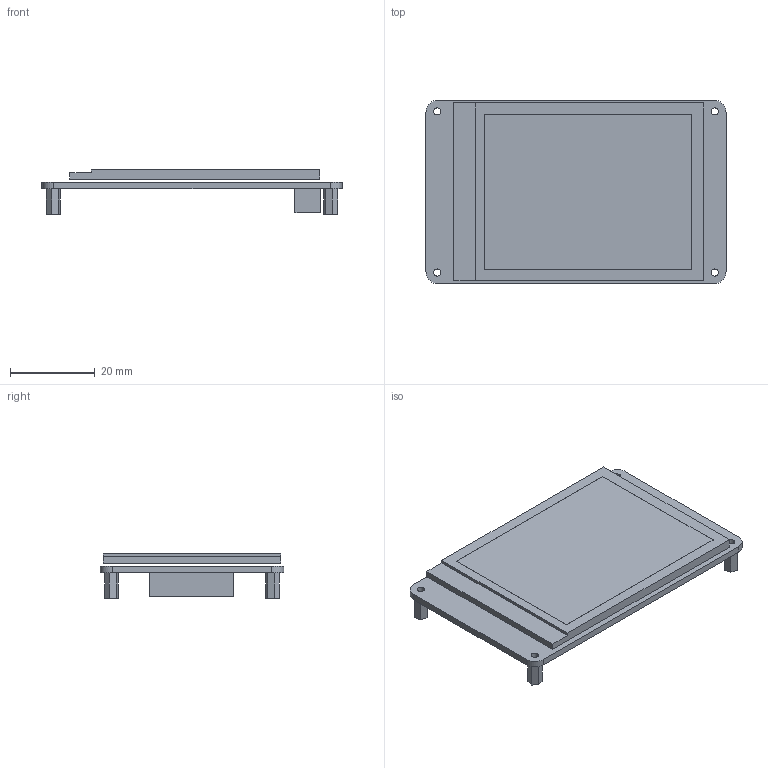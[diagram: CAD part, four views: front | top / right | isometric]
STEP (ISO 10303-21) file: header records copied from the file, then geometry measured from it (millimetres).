
FILE_DESCRIPTION(('FreeCAD Model'),'2;1');
FILE_NAME('Open CASCADE Shape Model','2022-10-24T01:23:31',('Author'),( ''),'Open CASCADE STEP processor 7.5','FreeCAD','Unknown');
FILE_SCHEMA(('AUTOMOTIVE_DESIGN { 1 0 10303 214 1 1 1 1 }'));
Length unit declared in the file: millimetre
Products named in the file (5): Exploded Slice; Slice.0; Slice.5; Slice.6; Fusion
Assembly tree (4 placements, depth 2):
  Exploded Slice
    Slice.0
    Slice.5
    Slice.6
    Fusion
Bounding box: 70.8 x 43.3 x 10.5 mm (x, y, z)
Volume: 10952.7 mm3; surface area: 12833.9 mm2
Topology: 7 solids, 7 shells, 82 faces, 214 edges, 152 vertices
Faces by surface type: plane 62, cylinder 20
Entity records: 5582 total; most frequent: CARTESIAN_POINT 1049, DIRECTION 828, LINE 562, VECTOR 562, ORIENTED_EDGE 428, PCURVE 428, DEFINITIONAL_REPRESENTATION 428, EDGE_CURVE 214
